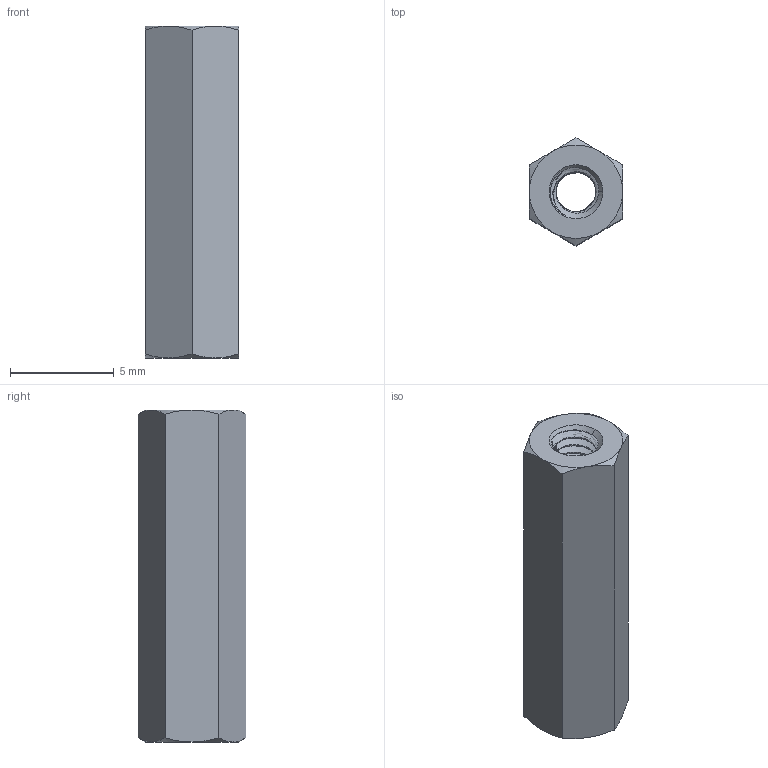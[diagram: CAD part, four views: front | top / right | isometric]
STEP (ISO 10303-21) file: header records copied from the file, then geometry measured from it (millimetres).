
FILE_DESCRIPTION(/* description */ (''),/* implementation_level */ '2;1');
FILE_NAME(/* name */ 'M2.5 hex standoff 16 ff_v1.step',/* time_stamp */ '2023-01-15T11:58:26-08:00',/* author */ (''),/* organization */ (''),/* preprocessor_version */ 'ST-DEVELOPER v19.2',/* originating_system */ 'Autodesk Translation Framework v11.17.0.187',/* authorisation */ '');
FILE_SCHEMA (('AUTOMOTIVE_DESIGN { 1 0 10303 214 3 1 1 }'));
Length unit declared in the file: millimetre
Products named in the file (2): M2.5 hex standoff 16 ff; 94868A171_Female Threaded Hex Standoff
Assembly tree (1 placements, depth 2):
  M2.5 hex standoff 16 ff
    94868A171_Female Threaded Hex Standoff
Bounding box: 4.5 x 5.2 x 16 mm (x, y, z)
Volume: 218.6 mm3; surface area: 466.6 mm2
Topology: 1 solids, 1 shells, 101 faces, 286 edges, 187 vertices
Faces by surface type: cylinder 72, cone 18, plane 8, bspline 3
Entity records: 12039 total; most frequent: CARTESIAN_POINT 9798, ORIENTED_EDGE 572, DIRECTION 321, EDGE_CURVE 286, VERTEX_POINT 187, AXIS2_PLACEMENT_3D 119, B_SPLINE_CURVE_WITH_KNOTS 111, EDGE_LOOP 103
